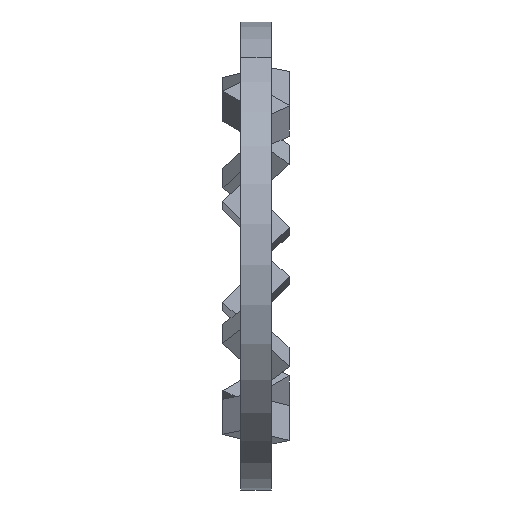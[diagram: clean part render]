
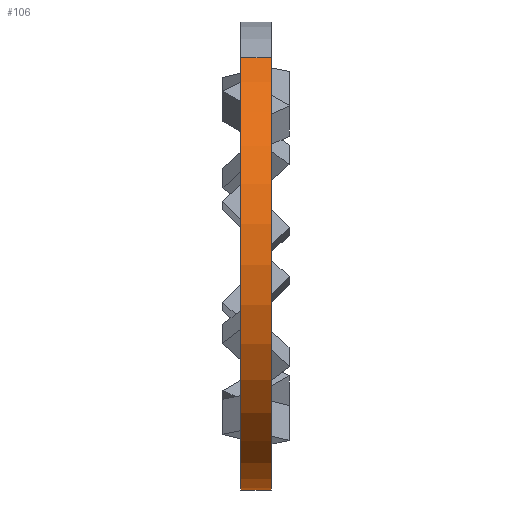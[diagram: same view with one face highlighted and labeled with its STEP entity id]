
A CAD part, top view. The second image highlights one B-rep face of the part: STEP entity #106.
In plain terms, the highlighted cylindrical face has radius 3.9 mm (diameter 7.8 mm), a partial arc.
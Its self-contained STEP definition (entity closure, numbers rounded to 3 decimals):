
#65=CARTESIAN_POINT('',(9.38,0.,4.5));
#66=DIRECTION('',(1.0,0.,0.));
#67=DIRECTION('',(0.,0.846,0.533));
#68=AXIS2_PLACEMENT_3D('',#65,#66,#67);
#69=CYLINDRICAL_SURFACE('',#68,3.9);
#70=CARTESIAN_POINT('',(9.405,-3.3,2.422));
#71=VERTEX_POINT('',#70);
#72=CARTESIAN_POINT('',(9.405,3.3,6.578));
#73=VERTEX_POINT('',#72);
#74=CARTESIAN_POINT('',(9.405,0.,4.5));
#75=DIRECTION('',(-1.,0.,0.));
#76=DIRECTION('',(0.,-0.846,-0.533));
#77=AXIS2_PLACEMENT_3D('',#74,#75,#76);
#78=CIRCLE('',#77,3.9);
#79=EDGE_CURVE('',#71,#73,#78,.T.);
#80=ORIENTED_EDGE('',*,*,#79,.F.);
#81=CARTESIAN_POINT('',(9.905,-3.3,2.422));
#82=VERTEX_POINT('',#81);
#83=CARTESIAN_POINT('',(9.405,-3.3,2.422));
#84=DIRECTION('',(1.0,0.0,0.0));
#85=VECTOR('',#84,0.5);
#86=LINE('',#83,#85);
#87=EDGE_CURVE('',#71,#82,#86,.T.);
#88=ORIENTED_EDGE('',*,*,#87,.T.);
#89=CARTESIAN_POINT('',(9.905,3.3,6.578));
#90=VERTEX_POINT('',#89);
#91=CARTESIAN_POINT('',(9.905,0.,4.5));
#92=DIRECTION('',(-1.,0.,0.));
#93=DIRECTION('',(0.,-0.846,-0.533));
#94=AXIS2_PLACEMENT_3D('',#91,#92,#93);
#95=CIRCLE('',#94,3.9);
#96=EDGE_CURVE('',#82,#90,#95,.T.);
#97=ORIENTED_EDGE('',*,*,#96,.T.);
#98=CARTESIAN_POINT('',(9.405,3.3,6.578));
#99=DIRECTION('',(1.0,0.0,0.0));
#100=VECTOR('',#99,0.5);
#101=LINE('',#98,#100);
#102=EDGE_CURVE('',#73,#90,#101,.T.);
#103=ORIENTED_EDGE('',*,*,#102,.F.);
#104=EDGE_LOOP('',(#80,#88,#97,#103));
#105=FACE_OUTER_BOUND('',#104,.T.);
#106=ADVANCED_FACE('',(#105),#69,.T.);
